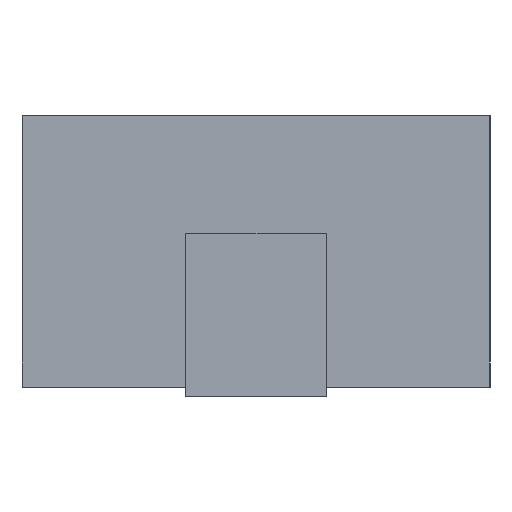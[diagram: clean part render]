
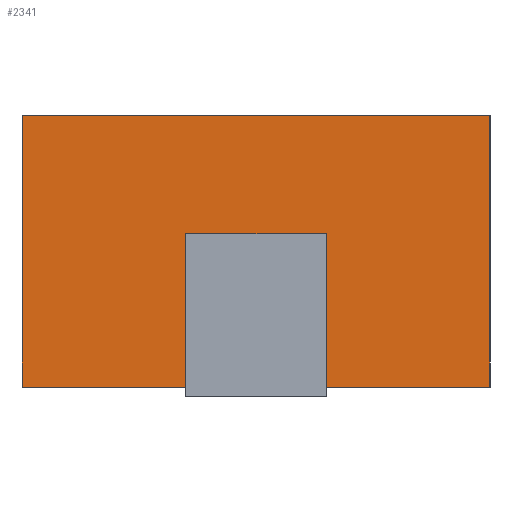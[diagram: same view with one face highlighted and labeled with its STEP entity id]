
A CAD part, left-side view. The second image highlights one B-rep face of the part: STEP entity #2341.
In plain terms, the highlighted planar face has unit normal (-1, 0, 0).
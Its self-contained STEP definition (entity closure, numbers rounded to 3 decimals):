
#50=LINE('',#3368,#278);
#54=LINE('',#3530,#282);
#55=LINE('',#3533,#283);
#56=LINE('',#3535,#284);
#57=LINE('',#3537,#285);
#58=LINE('',#3538,#286);
#59=LINE('',#3541,#287);
#60=LINE('',#3542,#288);
#278=VECTOR('',#2629,1000.);
#282=VECTOR('',#2635,1000.);
#283=VECTOR('',#2636,1000.);
#284=VECTOR('',#2637,1000.);
#285=VECTOR('',#2638,1000.);
#286=VECTOR('',#2639,1000.);
#287=VECTOR('',#2640,1000.);
#288=VECTOR('',#2641,1000.);
#596=ORIENTED_EDGE('',*,*,#1290,.T.);
#597=ORIENTED_EDGE('',*,*,#1291,.T.);
#598=ORIENTED_EDGE('',*,*,#1292,.T.);
#599=ORIENTED_EDGE('',*,*,#1293,.T.);
#600=ORIENTED_EDGE('',*,*,#1294,.T.);
#601=ORIENTED_EDGE('',*,*,#1295,.F.);
#602=ORIENTED_EDGE('',*,*,#1263,.F.);
#603=ORIENTED_EDGE('',*,*,#1296,.T.);
#1263=EDGE_CURVE('',#1610,#1611,#50,.T.);
#1290=EDGE_CURVE('',#1637,#1638,#54,.T.);
#1291=EDGE_CURVE('',#1638,#1639,#55,.T.);
#1292=EDGE_CURVE('',#1639,#1640,#56,.T.);
#1293=EDGE_CURVE('',#1640,#1637,#57,.T.);
#1294=EDGE_CURVE('',#1641,#1642,#58,.T.);
#1295=EDGE_CURVE('',#1611,#1642,#59,.T.);
#1296=EDGE_CURVE('',#1610,#1641,#60,.T.);
#1610=VERTEX_POINT('',#3369);
#1611=VERTEX_POINT('',#3370);
#1637=VERTEX_POINT('',#3531);
#1638=VERTEX_POINT('',#3532);
#1639=VERTEX_POINT('',#3534);
#1640=VERTEX_POINT('',#3536);
#1641=VERTEX_POINT('',#3539);
#1642=VERTEX_POINT('',#3540);
#1913=EDGE_LOOP('',(#596,#597,#598,#599));
#1914=EDGE_LOOP('',(#600,#601,#602,#603));
#2074=FACE_BOUND('',#1913,.T.);
#2075=FACE_BOUND('',#1914,.T.);
#2223=PLANE('',#2506);
#2341=ADVANCED_FACE('',(#2074,#2075),#2223,.F.);
#2506=AXIS2_PLACEMENT_3D('',#3529,#2633,#2634);
#2629=DIRECTION('',(0.,-1.,0.));
#2633=DIRECTION('',(1.,0.,0.));
#2634=DIRECTION('',(0.,1.,0.));
#2635=DIRECTION('',(0.,0.,1.));
#2636=DIRECTION('',(0.,-1.,0.));
#2637=DIRECTION('',(0.,0.,-1.));
#2638=DIRECTION('',(0.,1.,0.));
#2639=DIRECTION('',(0.,-1.,0.));
#2640=DIRECTION('',(0.,0.,-1.));
#2641=DIRECTION('',(0.,0.,-1.));
#3368=CARTESIAN_POINT('',(-2.9,2.5,2.9));
#3369=CARTESIAN_POINT('',(-2.9,2.5,2.9));
#3370=CARTESIAN_POINT('',(-2.9,-2.5,2.9));
#3529=CARTESIAN_POINT('',(-2.9,2.5,2.9));
#3530=CARTESIAN_POINT('',(-2.9,0.75,2.9));
#3531=CARTESIAN_POINT('',(-2.9,0.75,1.537));
#3532=CARTESIAN_POINT('',(-2.9,0.75,1.637));
#3533=CARTESIAN_POINT('',(-2.9,2.5,1.637));
#3534=CARTESIAN_POINT('',(-2.9,-0.75,1.637));
#3535=CARTESIAN_POINT('',(-2.9,-0.75,2.9));
#3536=CARTESIAN_POINT('',(-2.9,-0.75,1.537));
#3537=CARTESIAN_POINT('',(-2.9,2.5,1.537));
#3538=CARTESIAN_POINT('',(-2.9,2.5,0.));
#3539=CARTESIAN_POINT('',(-2.9,2.5,0.));
#3540=CARTESIAN_POINT('',(-2.9,-2.5,0.));
#3541=CARTESIAN_POINT('',(-2.9,-2.5,2.9));
#3542=CARTESIAN_POINT('',(-2.9,2.5,2.9));
